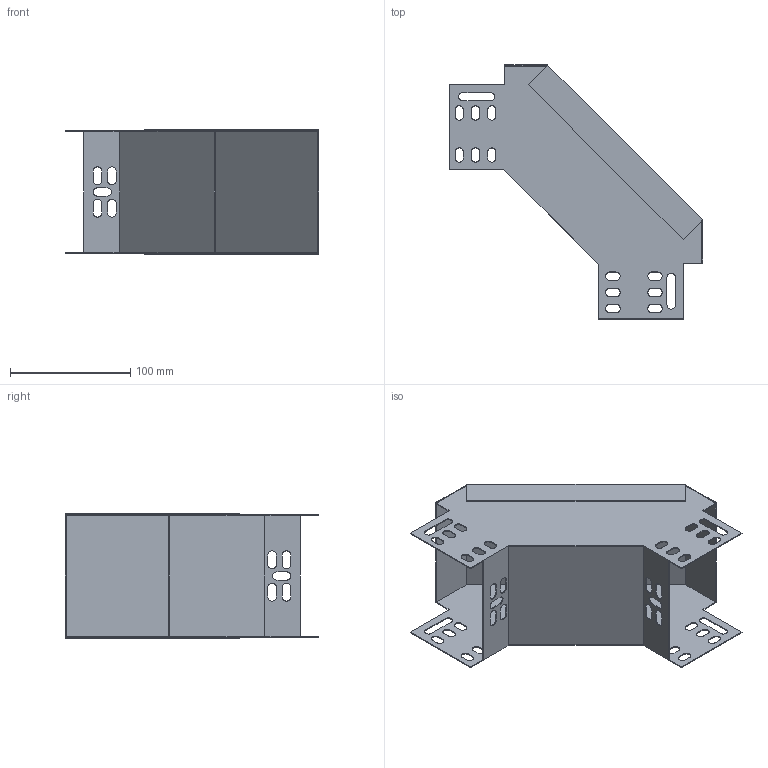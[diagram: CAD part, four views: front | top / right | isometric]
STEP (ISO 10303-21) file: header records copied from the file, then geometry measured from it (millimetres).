
FILE_DESCRIPTION (( 'STEP AP203' ), '1' );
FILE_NAME ('CLP1N-085-100-1 Ïîâîðîò íà 90 ãð. âåðòèêàëüíûé âíåøíèé 85õ100 ìì..STEP', '2016-03-17T08:28:38', ( '' ), ( '' ), 'SwSTEP 2.0', 'SolidWorks 2014', '' );
FILE_SCHEMA (( 'CONFIG_CONTROL_DESIGN' ));
Length unit declared in the file: millimetre
Products named in the file (1): CLP1N-085-100-1 Ïîâîðîò íà 90 ãð. âåðòèêàëüíûé âíåøíèé 85õ100 ìì.
Bounding box: 211.16 x 211.16 x 103.2 mm (x, y, z)
Volume: 73696.8 mm3; surface area: 187040.3 mm2
Topology: 2 solids, 2 shells, 212 faces, 612 edges, 402 vertices
Faces by surface type: plane 134, cylinder 78
Entity records: 7167 total; most frequent: CARTESIAN_POINT 1237, ORIENTED_EDGE 1220, DIRECTION 1186, EDGE_CURVE 610, VECTOR 452, LINE 452, VERTEX_POINT 402, AXIS2_PLACEMENT_3D 367
